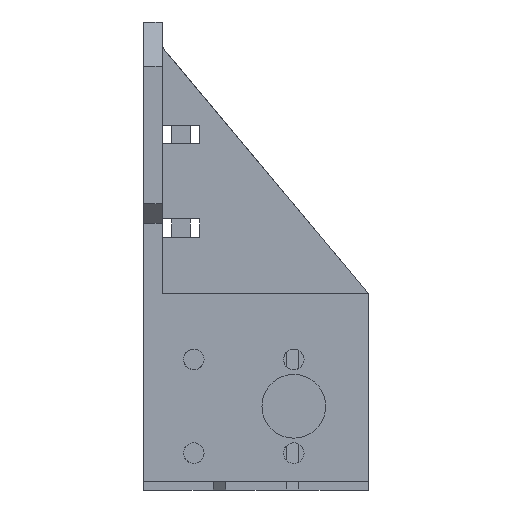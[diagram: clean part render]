
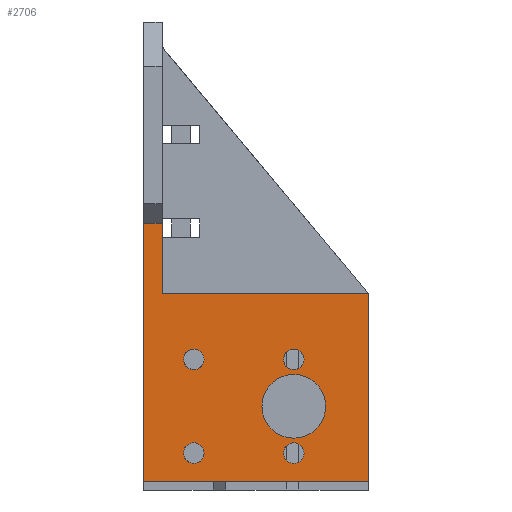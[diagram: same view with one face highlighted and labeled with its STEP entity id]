
A CAD part, front view. The second image highlights one B-rep face of the part: STEP entity #2706.
In plain terms, the highlighted planar face has unit normal (0, -1, 0).
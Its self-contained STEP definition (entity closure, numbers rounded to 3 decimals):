
#87=FACE_BOUND('',#412,.T.);
#88=FACE_BOUND('',#413,.T.);
#89=FACE_BOUND('',#414,.T.);
#90=FACE_BOUND('',#415,.T.);
#91=FACE_BOUND('',#416,.T.);
#164=PLANE('',#2883);
#258=FACE_OUTER_BOUND('',#411,.T.);
#411=EDGE_LOOP('',(#2164,#2165,#2166,#2167,#2168,#2169));
#412=EDGE_LOOP('',(#2170));
#413=EDGE_LOOP('',(#2171));
#414=EDGE_LOOP('',(#2172));
#415=EDGE_LOOP('',(#2173));
#416=EDGE_LOOP('',(#2174));
#608=LINE('',#3871,#898);
#712=LINE('',#4159,#1002);
#715=LINE('',#4166,#1005);
#716=LINE('',#4168,#1006);
#717=LINE('',#4170,#1007);
#718=LINE('',#4171,#1008);
#898=VECTOR('',#3157,10.);
#1002=VECTOR('',#3351,10.);
#1005=VECTOR('',#3358,10.);
#1006=VECTOR('',#3359,10.);
#1007=VECTOR('',#3360,10.);
#1008=VECTOR('',#3361,10.);
#1127=CIRCLE('',#2884,1.65);
#1128=CIRCLE('',#2885,1.65);
#1129=CIRCLE('',#2886,1.65);
#1130=CIRCLE('',#2887,1.65);
#1131=CIRCLE('',#2888,5.1);
#1232=VERTEX_POINT('',#3868);
#1233=VERTEX_POINT('',#3870);
#1337=VERTEX_POINT('',#4155);
#1340=VERTEX_POINT('',#4165);
#1341=VERTEX_POINT('',#4167);
#1342=VERTEX_POINT('',#4169);
#1343=VERTEX_POINT('',#4172);
#1344=VERTEX_POINT('',#4174);
#1345=VERTEX_POINT('',#4176);
#1346=VERTEX_POINT('',#4178);
#1347=VERTEX_POINT('',#4180);
#1519=EDGE_CURVE('',#1232,#1233,#608,.T.);
#1649=EDGE_CURVE('',#1337,#1233,#712,.T.);
#1652=EDGE_CURVE('',#1232,#1340,#715,.T.);
#1653=EDGE_CURVE('',#1340,#1341,#716,.T.);
#1654=EDGE_CURVE('',#1342,#1341,#717,.T.);
#1655=EDGE_CURVE('',#1337,#1342,#718,.T.);
#1656=EDGE_CURVE('',#1343,#1343,#1127,.T.);
#1657=EDGE_CURVE('',#1344,#1344,#1128,.T.);
#1658=EDGE_CURVE('',#1345,#1345,#1129,.T.);
#1659=EDGE_CURVE('',#1346,#1346,#1130,.T.);
#1660=EDGE_CURVE('',#1347,#1347,#1131,.T.);
#2164=ORIENTED_EDGE('',*,*,#1649,.T.);
#2165=ORIENTED_EDGE('',*,*,#1519,.F.);
#2166=ORIENTED_EDGE('',*,*,#1652,.T.);
#2167=ORIENTED_EDGE('',*,*,#1653,.T.);
#2168=ORIENTED_EDGE('',*,*,#1654,.F.);
#2169=ORIENTED_EDGE('',*,*,#1655,.F.);
#2170=ORIENTED_EDGE('',*,*,#1656,.T.);
#2171=ORIENTED_EDGE('',*,*,#1657,.T.);
#2172=ORIENTED_EDGE('',*,*,#1658,.T.);
#2173=ORIENTED_EDGE('',*,*,#1659,.T.);
#2174=ORIENTED_EDGE('',*,*,#1660,.T.);
#2706=ADVANCED_FACE('',(#258,#87,#88,#89,#90,#91),#164,.T.);
#2883=AXIS2_PLACEMENT_3D('',#4164,#3356,#3357);
#2884=AXIS2_PLACEMENT_3D('',#4173,#3362,#3363);
#2885=AXIS2_PLACEMENT_3D('',#4175,#3364,#3365);
#2886=AXIS2_PLACEMENT_3D('',#4177,#3366,#3367);
#2887=AXIS2_PLACEMENT_3D('',#4179,#3368,#3369);
#2888=AXIS2_PLACEMENT_3D('',#4181,#3370,#3371);
#3157=DIRECTION('',(0.,0.,1.));
#3351=DIRECTION('',(-1.,0.,0.));
#3356=DIRECTION('center_axis',(0.,-1.,0.));
#3357=DIRECTION('ref_axis',(0.,0.,
-1.));
#3358=DIRECTION('',(1.,0.,0.));
#3359=DIRECTION('',(0.,0.,1.));
#3360=DIRECTION('',(1.,0.,0.));
#3361=DIRECTION('',(0.,0.,-1.));
#3362=DIRECTION('center_axis',(0.,1.,0.));
#3363=DIRECTION('ref_axis',(1.,0.,0.));
#3364=DIRECTION('center_axis',(0.,1.,0.));
#3365=DIRECTION('ref_axis',(1.,0.,0.));
#3366=DIRECTION('center_axis',(0.,1.,0.));
#3367=DIRECTION('ref_axis',(1.,0.,0.));
#3368=DIRECTION('center_axis',(0.,1.,0.));
#3369=DIRECTION('ref_axis',(1.,0.,0.));
#3370=DIRECTION('center_axis',(0.,1.,0.));
#3371=DIRECTION('ref_axis',(1.,0.,0.));
#3868=CARTESIAN_POINT('',(-16.05,-35.739,-12.002));
#3870=CARTESIAN_POINT('',(-16.05,-35.739,29.298));
#3871=CARTESIAN_POINT('',(-16.05,-35.739,14.998));
#4155=CARTESIAN_POINT('',(-13.05,-35.739,29.298));
#4159=CARTESIAN_POINT('',(-16.05,-35.739,29.298));
#4164=CARTESIAN_POINT('Origin',(-16.05,-35.739,61.498));
#4165=CARTESIAN_POINT('',(19.95,-35.739,-12.002));
#4166=CARTESIAN_POINT('',(-16.05,-35.739,-12.002));
#4167=CARTESIAN_POINT('',(19.95,-35.739,17.998));
#4168=CARTESIAN_POINT('',(19.95,-35.739,8.999));
#4169=CARTESIAN_POINT('',(-13.05,-35.739,17.998));
#4170=CARTESIAN_POINT('',(-13.05,-35.739,17.998));
#4171=CARTESIAN_POINT('',(-13.05,-35.739,14.998));
#4172=CARTESIAN_POINT('',(-9.65,-35.739,-7.5));
#4173=CARTESIAN_POINT('Origin',(-8.,-35.739,-7.5));
#4174=CARTESIAN_POINT('',(-9.65,-35.739,7.5));
#4175=CARTESIAN_POINT('Origin',(-8.,-35.739,7.5));
#4176=CARTESIAN_POINT('',(6.35,-35.739,-7.5));
#4177=CARTESIAN_POINT('Origin',(8.,-35.739,-7.5));
#4178=CARTESIAN_POINT('',(6.35,-35.739,7.5));
#4179=CARTESIAN_POINT('Origin',(8.,-35.739,7.5));
#4180=CARTESIAN_POINT('',(2.9,-35.739,0.));
#4181=CARTESIAN_POINT('Origin',(8.,-35.739,0.));
